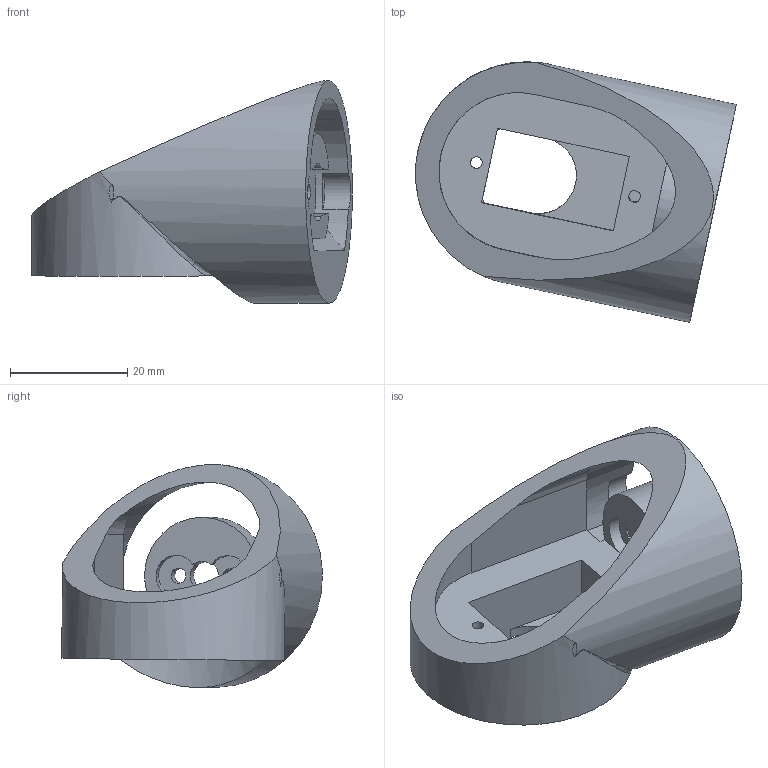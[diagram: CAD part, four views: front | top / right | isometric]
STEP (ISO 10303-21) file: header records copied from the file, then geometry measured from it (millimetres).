
FILE_DESCRIPTION(/* description */ (''),/* implementation_level */ '2;1');
FILE_NAME(/* name */ 'Mueca.step',/* time_stamp */ '2024-04-02T11:32:58-05:00',/* author */ (''),/* organization */ (''),/* preprocessor_version */ 'ST-DEVELOPER v20',/* originating_system */ 'Autodesk Translation Framework v12.20.1.177',/* authorisation */ '');
FILE_SCHEMA (('AUTOMOTIVE_DESIGN { 1 0 10303 214 3 1 1 }'));
Length unit declared in the file: millimetre
Products named in the file (1): Muñeca
Bounding box: 54.71 x 44.5 x 38.02 mm (x, y, z)
Volume: 21505.2 mm3; surface area: 9476.6 mm2
Topology: 1 solids, 1 shells, 65 faces, 188 edges, 125 vertices
Faces by surface type: plane 35, cylinder 22, bspline 8
Full cylindrical faces by diameter (mm): 2 x2, 2.6 x2, 5 x1, 38.018 x1
Entity records: 2599 total; most frequent: CARTESIAN_POINT 839, ORIENTED_EDGE 376, DIRECTION 340, EDGE_CURVE 188, VERTEX_POINT 125, AXIS2_PLACEMENT_3D 125, LINE 90, VECTOR 90
